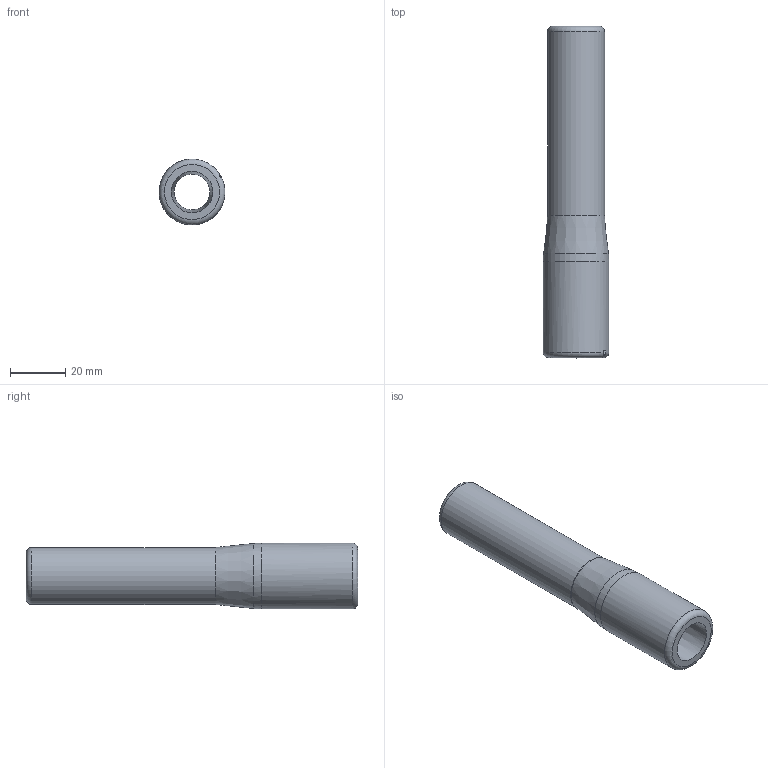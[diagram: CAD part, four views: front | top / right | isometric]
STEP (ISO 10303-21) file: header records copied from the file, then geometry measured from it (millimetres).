
FILE_DESCRIPTION(/* description */ ('Unknown'),/* implementation_level */ '2;1');
FILE_NAME(/* name */ '30851',/* time_stamp */ '2018-11-13T08:04:30+01:00',/* author */ ('Unknown'),/* organization */ ('Unknown'),/* preprocessor_version */ 'ST-DEVELOPER v16.7',/* originating_system */ 'DEX',/* authorisation */ $);
FILE_SCHEMA (('AUTOMOTIVE_DESIGN {1 0 10303 214 3 1 1}'));
Length unit declared in the file: millimetre
Products named in the file (1): 19471_30851_TPE-Knickschutz_NW_06_blau_00247891
Bounding box: 23.76 x 120 x 23.78 mm (x, y, z)
Volume: 26345.2 mm3; surface area: 13810.7 mm2
Topology: 1 solids, 1 shells, 13 faces, 33 edges, 20 vertices
Faces by surface type: cone 4, torus 4, plane 3, cylinder 2
Full cylindrical faces by diameter (mm): 20.6 x1, 23.8 x1
Entity records: 333 total; most frequent: DIRECTION 55, CARTESIAN_POINT 55, ORIENTED_EDGE 36, AXIS2_PLACEMENT_3D 25, EDGE_LOOP 23, FACE_BOUND 23, EDGE_CURVE 18, VERTEX_POINT 15
